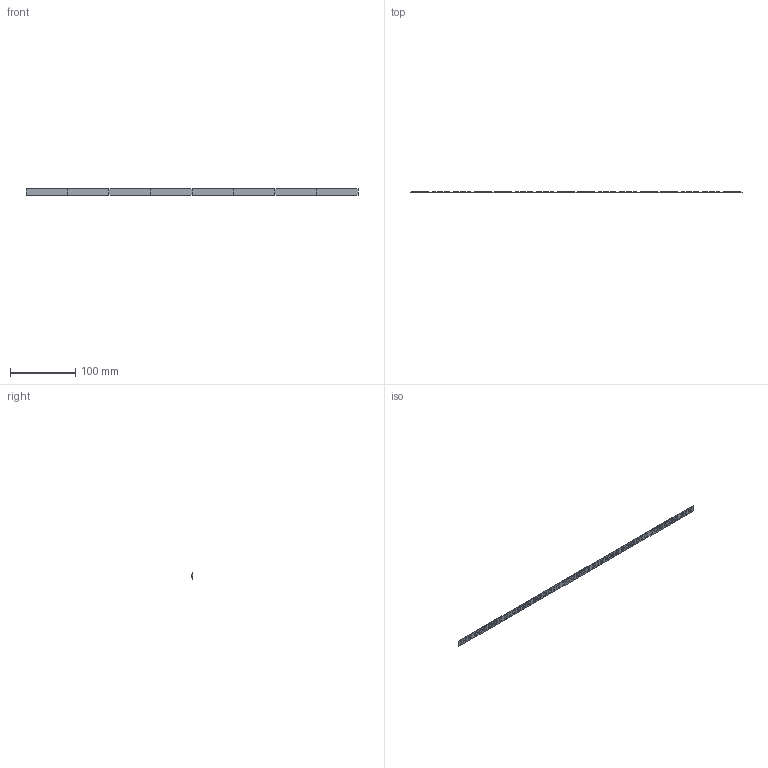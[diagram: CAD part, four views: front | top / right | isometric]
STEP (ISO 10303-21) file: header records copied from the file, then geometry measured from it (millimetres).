
FILE_DESCRIPTION (( 'STEP AP203' ), '1' );
FILE_NAME ('LUXslim RGB 20200825.STEP', '2020-08-25T20:07:22', ( '' ), ( '' ), 'SwSTEP 2.0', 'SolidWorks 2017', '' );
FILE_SCHEMA (( 'CONFIG_CONTROL_DESIGN' ));
Length unit declared in the file: millimetre
Products named in the file (5): 100-0715 rev 0; 300-0715; LUXslim RGB 20200825; 1206_Solder Blobs; COM-11821_Solder Pads
Assembly tree (19 placements, depth 3):
  LUXslim RGB 20200825
    300-0715  x8
      100-0715 rev 0
      COM-11821_Solder Pads
      1206_Solder Blobs
Bounding box: 508 x 2.35 x 10 mm (x, y, z)
Volume: 5217.5 mm3; surface area: 17355 mm2
Topology: 440 solids, 440 shells, 5520 faces, 14304 edges, 8304 vertices
Faces by surface type: plane 3760, bspline 1280, cylinder 384, cone 96
Entity records: 5483 total; most frequent: CARTESIAN_POINT 1710, ORIENTED_EDGE 612, DIRECTION 524, EDGE_CURVE 306, VECTOR 234, LINE 234, VERTEX_POINT 197, AXIS2_PLACEMENT_3D 145
